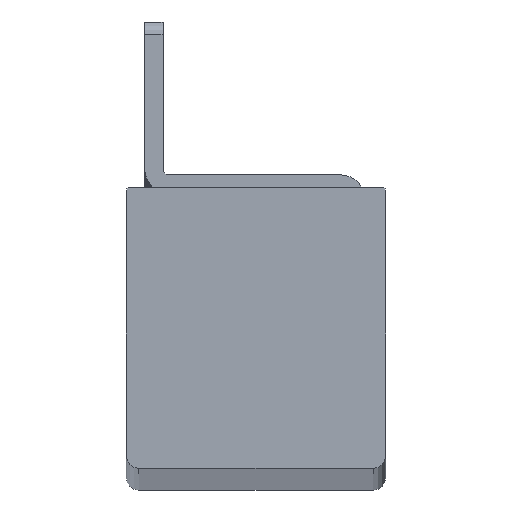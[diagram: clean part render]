
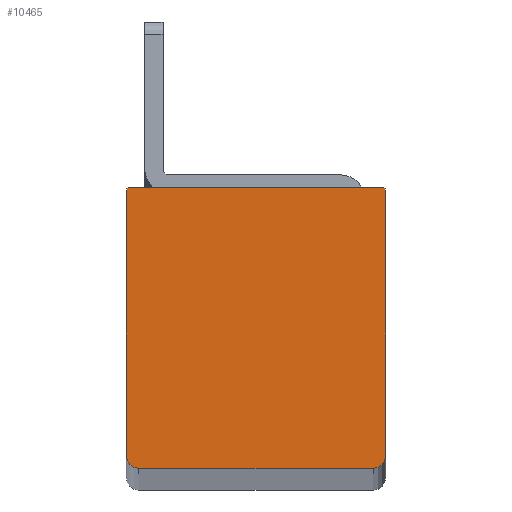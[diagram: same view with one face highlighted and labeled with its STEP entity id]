
A CAD part, top view. The second image highlights one B-rep face of the part: STEP entity #10465.
In plain terms, the highlighted planar face has unit normal (0, 0, 1).
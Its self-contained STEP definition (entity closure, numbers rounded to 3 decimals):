
#612=CIRCLE('',#11392,0.3);
#614=CIRCLE('',#11396,1.);
#616=CIRCLE('',#11400,1.);
#618=CIRCLE('',#11404,0.3);
#2173=ORIENTED_EDGE('',*,*,#4053,.T.);
#2174=ORIENTED_EDGE('',*,*,#5024,.T.);
#2175=ORIENTED_EDGE('',*,*,#5027,.T.);
#2176=ORIENTED_EDGE('',*,*,#5030,.T.);
#2177=ORIENTED_EDGE('',*,*,#5033,.T.);
#2178=ORIENTED_EDGE('',*,*,#5036,.T.);
#2179=ORIENTED_EDGE('',*,*,#5039,.T.);
#2180=ORIENTED_EDGE('',*,*,#5041,.T.);
#4053=EDGE_CURVE('',#5617,#5616,#6658,.T.);
#5024=EDGE_CURVE('',#5616,#6341,#612,.T.);
#5027=EDGE_CURVE('',#6341,#6343,#7290,.T.);
#5030=EDGE_CURVE('',#6343,#6345,#614,.T.);
#5033=EDGE_CURVE('',#6345,#6347,#7294,.T.);
#5036=EDGE_CURVE('',#6347,#6349,#616,.T.);
#5039=EDGE_CURVE('',#6349,#6351,#7298,.T.);
#5041=EDGE_CURVE('',#6351,#5617,#618,.T.);
#5616=VERTEX_POINT('',#15441);
#5617=VERTEX_POINT('',#15443);
#6341=VERTEX_POINT('',#17365);
#6343=VERTEX_POINT('',#17371);
#6345=VERTEX_POINT('',#17377);
#6347=VERTEX_POINT('',#17383);
#6349=VERTEX_POINT('',#17389);
#6351=VERTEX_POINT('',#17395);
#6658=LINE('',#15442,#7719);
#7290=LINE('',#17372,#8351);
#7294=LINE('',#17384,#8355);
#7298=LINE('',#17396,#8359);
#7719=VECTOR('',#12062,1000.);
#8351=VECTOR('',#13836,1000.);
#8355=VECTOR('',#13848,1000.);
#8359=VECTOR('',#13860,1000.);
#8919=EDGE_LOOP('',(#2173,#2174,#2175,#2176,#2177,#2178,#2179,#2180));
#9556=FACE_BOUND('',#8919,.T.);
#10075=PLANE('',#11408);
#10465=ADVANCED_FACE('',(#9556),#10075,.T.);
#11392=AXIS2_PLACEMENT_3D('',#17366,#13830,#13831);
#11396=AXIS2_PLACEMENT_3D('',#17378,#13842,#13843);
#11400=AXIS2_PLACEMENT_3D('',#17390,#13854,#13855);
#11404=AXIS2_PLACEMENT_3D('',#17399,#13865,#13866);
#11408=AXIS2_PLACEMENT_3D('',#17403,#13873,#13874);
#12062=DIRECTION('',(-1.,0.,0.));
#13830=DIRECTION('',(0.,0.,1.));
#13831=DIRECTION('',(1.,0.,0.));
#13836=DIRECTION('',(0.,-1.,0.));
#13842=DIRECTION('',(0.,0.,1.));
#13843=DIRECTION('',(1.,0.,0.));
#13848=DIRECTION('',(1.,0.,0.));
#13854=DIRECTION('',(0.,0.,1.));
#13855=DIRECTION('',(1.,0.,0.));
#13860=DIRECTION('',(0.,1.,0.));
#13865=DIRECTION('',(0.,0.,1.));
#13866=DIRECTION('',(1.,0.,0.));
#13873=DIRECTION('',(0.,0.,1.));
#13874=DIRECTION('',(1.,0.,0.));
#15441=CARTESIAN_POINT('',(-10.3,0.,504.5));
#15442=CARTESIAN_POINT('',(10.3,0.,504.5));
#15443=CARTESIAN_POINT('',(10.3,0.,504.5));
#17365=CARTESIAN_POINT('',(-10.6,-0.3,504.5));
#17366=CARTESIAN_POINT('',(-10.3,-0.3,504.5));
#17371=CARTESIAN_POINT('',(-10.6,-22.,504.5));
#17372=CARTESIAN_POINT('',(-10.6,-0.3,504.5));
#17377=CARTESIAN_POINT('',(-9.6,-23.,504.5));
#17378=CARTESIAN_POINT('',(-9.6,-22.,504.5));
#17383=CARTESIAN_POINT('',(9.6,-23.,504.5));
#17384=CARTESIAN_POINT('',(-9.6,-23.,504.5));
#17389=CARTESIAN_POINT('',(10.6,-22.,504.5));
#17390=CARTESIAN_POINT('',(9.6,-22.,504.5));
#17395=CARTESIAN_POINT('',(10.6,-0.3,504.5));
#17396=CARTESIAN_POINT('',(10.6,-22.,504.5));
#17399=CARTESIAN_POINT('',(10.3,-0.3,504.5));
#17403=CARTESIAN_POINT('',(-10.3,-0.3,504.5));
